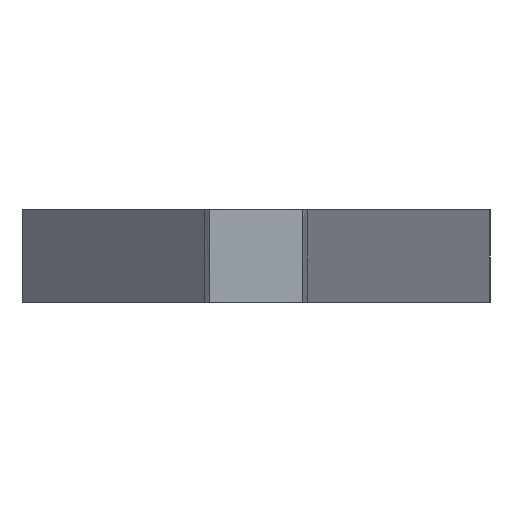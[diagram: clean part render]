
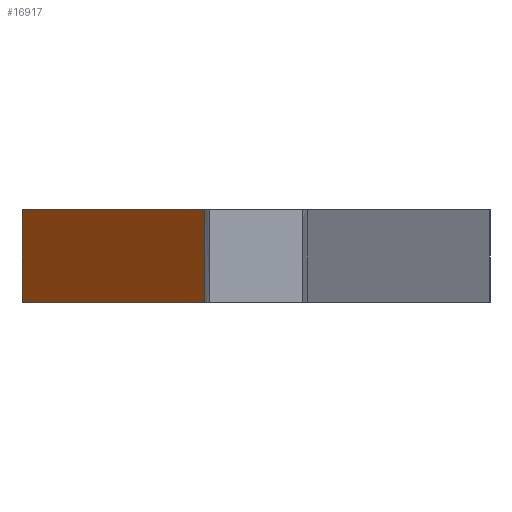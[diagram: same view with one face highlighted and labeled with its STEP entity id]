
A CAD part, front view. The second image highlights one B-rep face of the part: STEP entity #16917.
In plain terms, the highlighted planar face has unit normal (-0.992, -0.129, 0).
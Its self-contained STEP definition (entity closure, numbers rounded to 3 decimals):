
#8 = LINE ( 'NONE', #6171, #11154 ) ;
#432 = VERTEX_POINT ( 'NONE', #25684 ) ;
#864 = EDGE_LOOP ( 'NONE', ( #3513, #11840, #26823, #23958 ) ) ;
#1839 = VERTEX_POINT ( 'NONE', #8528 ) ;
#3169 = LINE ( 'NONE', #3815, #13676 ) ;
#3513 = ORIENTED_EDGE ( 'NONE', *, *, #25341, .F. ) ;
#3815 = CARTESIAN_POINT ( 'NONE',  ( 0., 250., -15. ) ) ;
#4358 = CARTESIAN_POINT ( 'NONE',  ( -30.299, 483.066, 0. ) ) ;
#6171 = CARTESIAN_POINT ( 'NONE',  ( -30.299, 483.066, 0. ) ) ;
#8528 = CARTESIAN_POINT ( 'NONE',  ( -30.299, 483.066, -15. ) ) ;
#9583 = LINE ( 'NONE', #26257, #19793 ) ;
#9923 = DIRECTION ( 'NONE',  ( -0.992, -0.129, 0. ) ) ;
#11154 = VECTOR ( 'NONE', #16723, 1000. ) ;
#11327 = DIRECTION ( 'NONE',  ( 0., 0., 1. ) ) ;
#11840 = ORIENTED_EDGE ( 'NONE', *, *, #20101, .T. ) ;
#12167 = DIRECTION ( 'NONE',  ( -0.129, 0.992, 0. ) ) ;
#12374 = CARTESIAN_POINT ( 'NONE',  ( 0., 250., 0. ) ) ;
#12467 = DIRECTION ( 'NONE',  ( 0.129, -0.992, 0. ) ) ;
#13676 = VECTOR ( 'NONE', #12167, 1000. ) ;
#15890 = CARTESIAN_POINT ( 'NONE',  ( 0., 250., 0. ) ) ;
#16723 = DIRECTION ( 'NONE',  ( 0., 0., -1. ) ) ;
#16917 = ADVANCED_FACE ( 'NONE', ( #23302 ), #22497, .T. ) ;
#17014 = EDGE_CURVE ( 'NONE', #19462, #1839, #8, .T. ) ;
#17449 = EDGE_CURVE ( 'NONE', #19462, #432, #25455, .T. ) ;
#19462 = VERTEX_POINT ( 'NONE', #4358 ) ;
#19784 = AXIS2_PLACEMENT_3D ( 'NONE', #15890, #9923, #20135 ) ;
#19793 = VECTOR ( 'NONE', #11327, 1000. ) ;
#20024 = CARTESIAN_POINT ( 'NONE',  ( -0.834, 256.419, -15. ) ) ;
#20101 = EDGE_CURVE ( 'NONE', #23045, #432, #9583, .T. ) ;
#20135 = DIRECTION ( 'NONE',  ( 0.129, -0.992, 0. ) ) ;
#22497 = PLANE ( 'NONE',  #19784 ) ;
#23045 = VERTEX_POINT ( 'NONE', #20024 ) ;
#23302 = FACE_OUTER_BOUND ( 'NONE', #864, .T. ) ;
#23958 = ORIENTED_EDGE ( 'NONE', *, *, #17014, .T. ) ;
#25341 = EDGE_CURVE ( 'NONE', #23045, #1839, #3169, .T. ) ;
#25455 = LINE ( 'NONE', #12374, #27078 ) ;
#25684 = CARTESIAN_POINT ( 'NONE',  ( -0.834, 256.419, 0. ) ) ;
#26257 = CARTESIAN_POINT ( 'NONE',  ( -0.834, 256.419, 0. ) ) ;
#26823 = ORIENTED_EDGE ( 'NONE', *, *, #17449, .F. ) ;
#27078 = VECTOR ( 'NONE', #12467, 1000. ) ;
